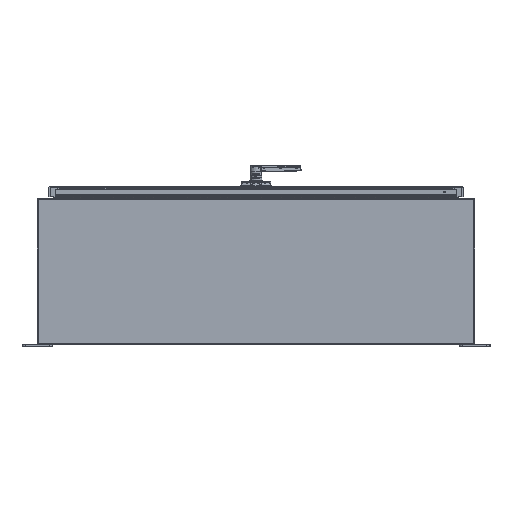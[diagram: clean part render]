
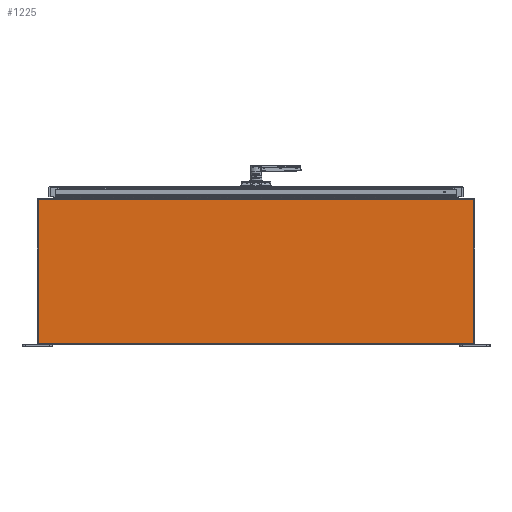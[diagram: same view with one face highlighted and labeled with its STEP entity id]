
A CAD part, left-side view. The second image highlights one B-rep face of the part: STEP entity #1225.
In plain terms, the highlighted face is planar.
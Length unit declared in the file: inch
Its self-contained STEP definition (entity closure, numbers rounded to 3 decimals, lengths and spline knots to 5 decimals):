
#882=CARTESIAN_POINT('',(11.85775,0.0,0.));
#883=VERTEX_POINT('',#882);
#1006=CARTESIAN_POINT('',(11.85775,35.852,0.));
#1007=VERTEX_POINT('',#1006);
#1008=CARTESIAN_POINT('',(11.85775,35.852,0.));
#1009=DIRECTION('',(0.0,-1.0,0.0));
#1010=VECTOR('',#1009,35.852);
#1011=LINE('',#1008,#1010);
#1012=EDGE_CURVE('',#1007,#883,#1011,.T.);
#1177=CARTESIAN_POINT('',(0.,35.852,0.));
#1178=VERTEX_POINT('',#1177);
#1179=CARTESIAN_POINT('',(11.85775,35.852,0.));
#1180=DIRECTION('',(-1.0,0.0,0.0));
#1181=VECTOR('',#1180,11.85775);
#1182=LINE('',#1179,#1181);
#1183=EDGE_CURVE('',#1007,#1178,#1182,.T.);
#1202=CARTESIAN_POINT('',(5.9815,17.926,0.));
#1203=DIRECTION('',(0.0,0.0,1.0));
#1204=DIRECTION('',(1.0,0.0,0.0));
#1205=AXIS2_PLACEMENT_3D('',#1202,#1203,#1204);
#1206=PLANE('',#1205);
#1207=ORIENTED_EDGE('',*,*,#1012,.T.);
#1208=CARTESIAN_POINT('',(0.0,0.0,0.));
#1209=VERTEX_POINT('',#1208);
#1210=CARTESIAN_POINT('',(0.0,0.0,0.));
#1211=DIRECTION('',(1.0,0.0,0.0));
#1212=VECTOR('',#1211,11.85775);
#1213=LINE('',#1210,#1212);
#1214=EDGE_CURVE('',#1209,#883,#1213,.T.);
#1215=ORIENTED_EDGE('',*,*,#1214,.F.);
#1216=CARTESIAN_POINT('',(0.,35.852,0.));
#1217=DIRECTION('',(0.0,-1.0,0.0));
#1218=VECTOR('',#1217,35.852);
#1219=LINE('',#1216,#1218);
#1220=EDGE_CURVE('',#1178,#1209,#1219,.T.);
#1221=ORIENTED_EDGE('',*,*,#1220,.F.);
#1222=ORIENTED_EDGE('',*,*,#1183,.F.);
#1223=EDGE_LOOP('',(#1207,#1215,#1221,#1222));
#1224=FACE_OUTER_BOUND('',#1223,.T.);
#1225=ADVANCED_FACE('',(#1224),#1206,.F.);
